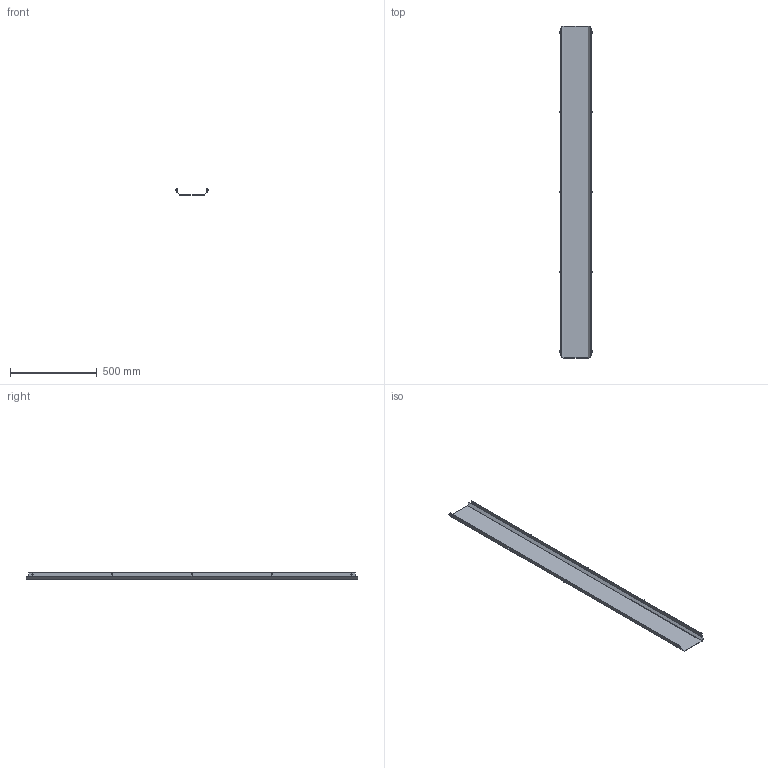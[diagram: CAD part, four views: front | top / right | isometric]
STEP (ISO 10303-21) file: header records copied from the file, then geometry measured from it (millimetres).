
FILE_DESCRIPTION (( 'STEP AP214' ), '1' );
FILE_NAME ('FP2W200 Ïàíåëü ïåðåäíÿÿ_èçâ0097_03.20.step', '2020-11-05T18:02:45', ( '' ), ( '' ), 'SwSTEP 2.0', 'SolidWorks 2019', '' );
FILE_SCHEMA (( 'AUTOMOTIVE_DESIGN' ));
Length unit declared in the file: millimetre
Products named in the file (14): AVT001.00.01.06 Ïàíåëü ïåðåäíÿÿ_00; Âèíò ñàìîíàðåçàþùèé Ì6 DIN 7516À_6å12; Âèíò ñàìîíàðåçàþùèé Ì6 DIN 7516À; AVT001.00.01.06 Ïàíåëü ïåðåäíÿÿ; FP2W200 Ïàíåëü ïåðåäíÿÿ_èçâ0097_03.20
Assembly tree (11 placements, depth 2):
  Âèíò ñàìîíàðåçàþùèé Ì6 DIN 7516À
  Âèíò ñàìîíàðåçàþùèé Ì6 DIN 7516À
  Âèíò ñàìîíàðåçàþùèé Ì6 DIN 7516À
  Âèíò ñàìîíàðåçàþùèé Ì6 DIN 7516À
  Âèíò ñàìîíàðåçàþùèé Ì6 DIN 7516À
Bounding box: 196 x 1915 x 35 mm (x, y, z)
Volume: 647250.7 mm3; surface area: 866126.2 mm2
Topology: 11 solids, 11 shells, 268 faces, 692 edges, 456 vertices
Faces by surface type: plane 180, cylinder 68, sphere 20
Entity records: 2781 total; most frequent: DIRECTION 476, CARTESIAN_POINT 432, ORIENTED_EDGE 412, EDGE_CURVE 206, AXIS2_PLACEMENT_3D 176, VERTEX_POINT 132, LINE 124, VECTOR 124
